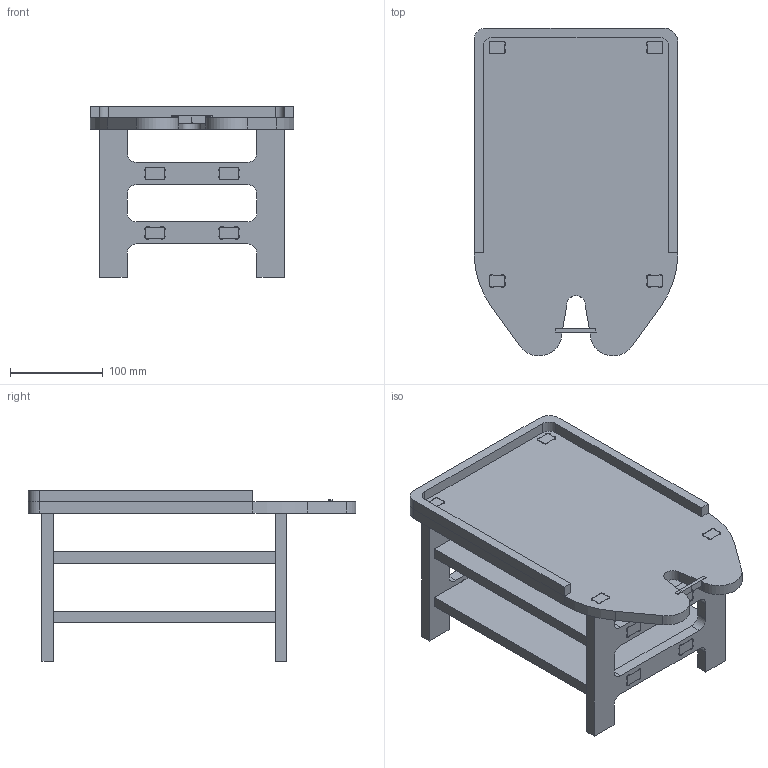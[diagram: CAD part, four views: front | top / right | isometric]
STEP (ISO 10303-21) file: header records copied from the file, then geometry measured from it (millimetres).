
FILE_DESCRIPTION(/* description */ (''),/* implementation_level */ '2;1');
FILE_NAME(/* name */ 'diseno_3D.step',/* time_stamp */ '2024-07-18T14:53:24-04:00',/* author */ (''),/* organization */ (''),/* preprocessor_version */ 'ST-DEVELOPER v20',/* originating_system */ 'Autodesk Translation Framework v13.14.0.145',/* authorisation */ '');
FILE_SCHEMA (('AUTOMOTIVE_DESIGN { 1 0 10303 214 3 1 1 }'));
Length unit declared in the file: millimetre
Products named in the file (5): tarea 4 V2; Paredes; Estantes; Plato; soporte
Assembly tree (4 placements, depth 2):
  tarea 4 V2
    Paredes
    Estantes
    Plato
    soporte
Bounding box: 220 x 353.95 x 184 mm (x, y, z)
Volume: 2392667.4 mm3; surface area: 491721.6 mm2
Topology: 7 solids, 7 shells, 276 faces, 786 edges, 524 vertices
Faces by surface type: plane 177, cylinder 99
Entity records: 9228 total; most frequent: CARTESIAN_POINT 1596, ORIENTED_EDGE 1572, DIRECTION 1556, EDGE_CURVE 786, LINE 588, VECTOR 588, VERTEX_POINT 524, AXIS2_PLACEMENT_3D 484
